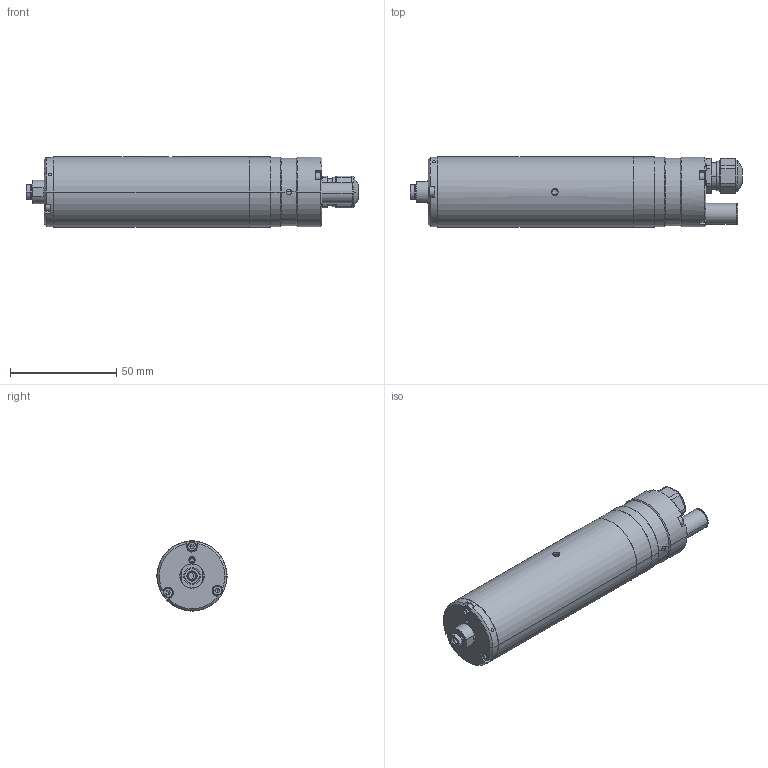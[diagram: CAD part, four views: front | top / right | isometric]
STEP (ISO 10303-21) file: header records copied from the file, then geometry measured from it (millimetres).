
FILE_DESCRIPTION (( 'STEP AP203' ), '1' );
FILE_NAME ('033D60-00-.STEP', '2016-04-05T06:54:03', ( '' ), ( '' ), 'SwSTEP 2.0', 'SolidWorks 2014', '' );
FILE_SCHEMA (( 'CONFIG_CONTROL_DESIGN' ));
Length unit declared in the file: millimetre
Products named in the file (1): 033D60-00-
Bounding box: 156 x 33 x 33 mm (x, y, z)
Surface area: 19743.8 mm2 (no closed solid volume)
Topology: 0 solids, 22 shells, 262 faces, 760 edges, 498 vertices
Faces by surface type: plane 121, cylinder 83, cone 38, torus 20
Entity records: 9007 total; most frequent: CARTESIAN_POINT 1927, DIRECTION 1574, ORIENTED_EDGE 1279, EDGE_CURVE 748, AXIS2_PLACEMENT_3D 601, VERTEX_POINT 498, LINE 372, VECTOR 372
